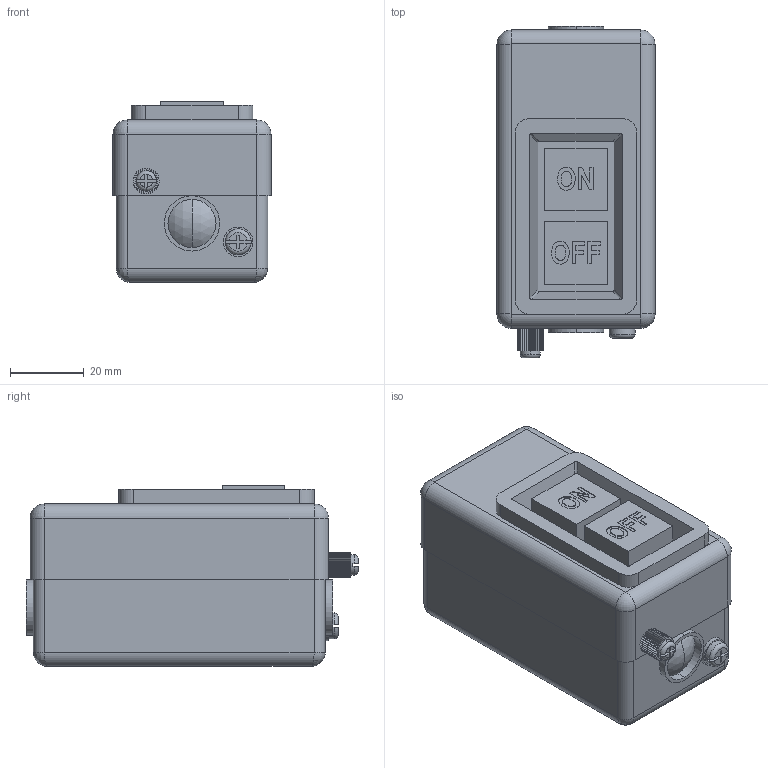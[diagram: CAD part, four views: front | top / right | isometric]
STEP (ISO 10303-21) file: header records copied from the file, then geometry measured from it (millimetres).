
FILE_DESCRIPTION (( 'STEP AP214' ), '1' );
FILE_NAME ('KVK10-06-3 Âûêëþ÷àòåëü ÂÊÈ-211 3Ð 6À 230_400Â IP40 ÈÝÊ.STEP', '2017-11-09T08:28:47', ( '' ), ( '' ), 'SwSTEP 2.0', 'SolidWorks 2014', '' );
FILE_SCHEMA (( 'AUTOMOTIVE_DESIGN' ));
Length unit declared in the file: millimetre
Products named in the file (1): KVK10-06-3 Âûêëþ÷àòåëü ÂÊÈ-211 3Ð 6À 230_400Â IP40 ÈÝÊ
Bounding box: 42.8 x 89.9 x 49 mm (x, y, z)
Volume: 65453.4 mm3; surface area: 46794 mm2
Topology: 2 solids, 2 shells, 519 faces, 1403 edges, 911 vertices
Faces by surface type: plane 345, cylinder 113, bspline 28, torus 25, sphere 8
Entity records: 17808 total; most frequent: CARTESIAN_POINT 4819, ORIENTED_EDGE 2790, DIRECTION 2549, EDGE_CURVE 1395, LINE 1019, VECTOR 1019, VERTEX_POINT 911, AXIS2_PLACEMENT_3D 765
